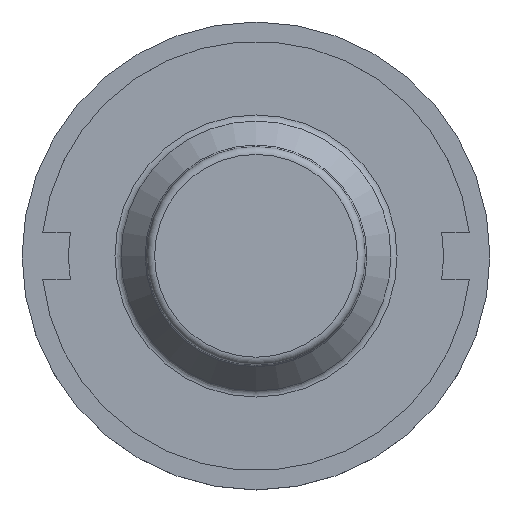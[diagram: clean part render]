
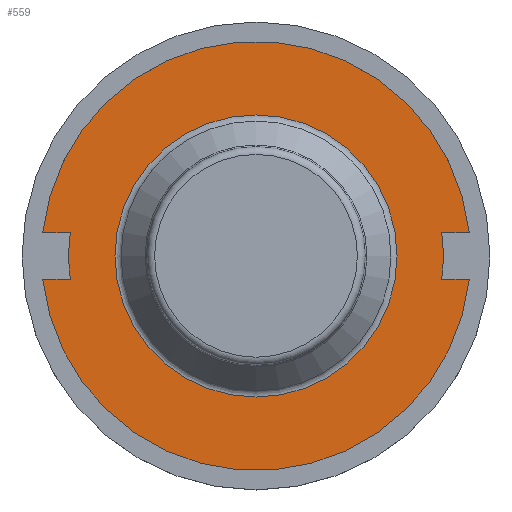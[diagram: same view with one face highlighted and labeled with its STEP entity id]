
A CAD part, top view. The second image highlights one B-rep face of the part: STEP entity #559.
In plain terms, the highlighted planar face has unit normal (0, 0, 1).
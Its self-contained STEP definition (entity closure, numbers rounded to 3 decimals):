
#18=FACE_BOUND('',#189,.T.);
#33=PLANE('',#646);
#57=LINE('',#914,#95);
#62=LINE('',#928,#100);
#68=LINE('',#952,#106);
#72=LINE('',#963,#110);
#95=VECTOR('',#727,10.);
#100=VECTOR('',#740,10.);
#106=VECTOR('',#766,10.);
#110=VECTOR('',#778,10.);
#153=FACE_OUTER_BOUND('',#188,.T.);
#188=EDGE_LOOP('',(#496,#497,#498,#499,#500,#501,#502,#503));
#189=EDGE_LOOP('',(#504));
#196=CIRCLE('',#581,4.522);
#217=CIRCLE('',#611,6.);
#219=CIRCLE('',#615,6.879);
#222=CIRCLE('',#619,6.879);
#225=CIRCLE('',#625,6.);
#237=VERTEX_POINT('',#847);
#263=VERTEX_POINT('',#912);
#264=VERTEX_POINT('',#913);
#267=VERTEX_POINT('',#921);
#269=VERTEX_POINT('',#927);
#271=VERTEX_POINT('',#933);
#274=VERTEX_POINT('',#941);
#277=VERTEX_POINT('',#951);
#279=VERTEX_POINT('',#957);
#289=EDGE_CURVE('',#237,#237,#196,.T.);
#320=EDGE_CURVE('',#263,#264,#57,.T.);
#324=EDGE_CURVE('',#264,#267,#217,.T.);
#327=EDGE_CURVE('',#267,#269,#62,.T.);
#330=EDGE_CURVE('',#271,#263,#219,.T.);
#335=EDGE_CURVE('',#269,#274,#222,.T.);
#339=EDGE_CURVE('',#274,#277,#68,.T.);
#342=EDGE_CURVE('',#277,#279,#225,.T.);
#345=EDGE_CURVE('',#279,#271,#72,.T.);
#496=ORIENTED_EDGE('',*,*,#327,.T.);
#497=ORIENTED_EDGE('',*,*,#335,.T.);
#498=ORIENTED_EDGE('',*,*,#339,.T.);
#499=ORIENTED_EDGE('',*,*,#342,.T.);
#500=ORIENTED_EDGE('',*,*,#345,.T.);
#501=ORIENTED_EDGE('',*,*,#330,.T.);
#502=ORIENTED_EDGE('',*,*,#320,.T.);
#503=ORIENTED_EDGE('',*,*,#324,.T.);
#504=ORIENTED_EDGE('',*,*,#289,.F.);
#559=ADVANCED_FACE('',(#153,#18),#33,.T.);
#581=AXIS2_PLACEMENT_3D('',#848,#659,#660);
#611=AXIS2_PLACEMENT_3D('',#922,#733,#734);
#615=AXIS2_PLACEMENT_3D('',#934,#745,#746);
#619=AXIS2_PLACEMENT_3D('',#943,#755,#756);
#625=AXIS2_PLACEMENT_3D('',#958,#771,#772);
#646=AXIS2_PLACEMENT_3D('',#999,#826,#827);
#659=DIRECTION('center_axis',(0.,0.,1.));
#660=DIRECTION('ref_axis',(-1.,0.,0.));
#727=DIRECTION('',(-1.,0.,0.));
#733=DIRECTION('center_axis',(0.,0.,1.));
#734=DIRECTION('ref_axis',(-1.,0.,0.));
#740=DIRECTION('',(1.,0.,0.));
#745=DIRECTION('center_axis',(0.,0.,1.));
#746=DIRECTION('ref_axis',(-1.,0.,0.));
#755=DIRECTION('center_axis',(0.,0.,1.));
#756=DIRECTION('ref_axis',(-1.,0.,0.));
#766=DIRECTION('',(1.,0.,0.));
#771=DIRECTION('center_axis',(0.,0.,1.));
#772=DIRECTION('ref_axis',(-1.,0.,0.));
#778=DIRECTION('',(-1.,0.,0.));
#826=DIRECTION('center_axis',(0.,0.,1.));
#827=DIRECTION('ref_axis',(0.,-1.,0.));
#847=CARTESIAN_POINT('',(40.969,5.961,7.89));
#848=CARTESIAN_POINT('Origin',(40.969,10.483,7.89));
#912=CARTESIAN_POINT('',(47.807,9.733,7.89));
#913=CARTESIAN_POINT('',(46.922,9.733,7.89));
#914=CARTESIAN_POINT('',(54.17,9.733,7.89));
#921=CARTESIAN_POINT('',(46.922,11.233,7.89));
#922=CARTESIAN_POINT('Origin',(40.969,10.483,7.89));
#927=CARTESIAN_POINT('',(47.807,11.233,7.89));
#928=CARTESIAN_POINT('',(54.675,11.233,7.89));
#933=CARTESIAN_POINT('',(34.131,9.733,7.89));
#934=CARTESIAN_POINT('Origin',(40.969,10.483,7.89));
#941=CARTESIAN_POINT('',(34.131,11.233,7.89));
#943=CARTESIAN_POINT('Origin',(40.969,10.483,7.89));
#951=CARTESIAN_POINT('',(35.016,11.233,7.89));
#952=CARTESIAN_POINT('',(49.227,11.233,7.89));
#957=CARTESIAN_POINT('',(35.016,9.733,7.89));
#958=CARTESIAN_POINT('Origin',(40.969,10.483,7.89));
#963=CARTESIAN_POINT('',(48.722,9.733,7.89));
#999=CARTESIAN_POINT('Origin',(62.428,-20.735,7.89));
